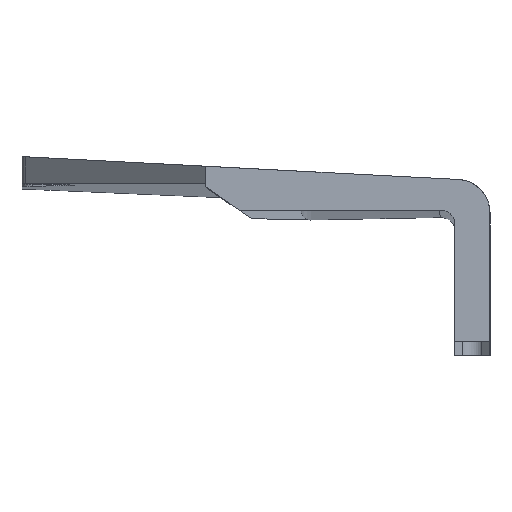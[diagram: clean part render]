
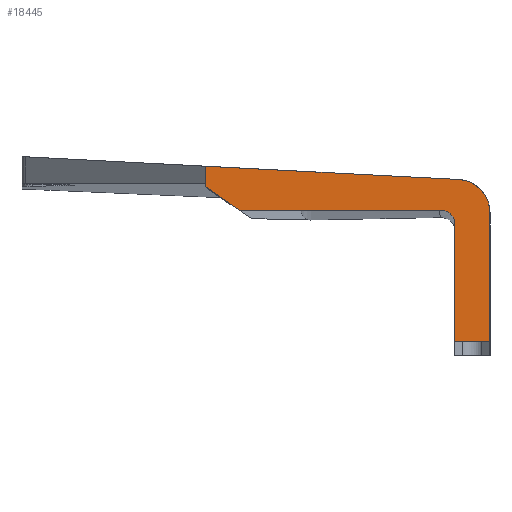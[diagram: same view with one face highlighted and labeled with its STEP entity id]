
A CAD part, left-side view. The second image highlights one B-rep face of the part: STEP entity #18445.
In plain terms, the highlighted planar face has unit normal (-1, 0, 0).
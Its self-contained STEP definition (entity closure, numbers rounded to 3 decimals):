
#477 = CARTESIAN_POINT ( 'NONE',  ( -73.875, 36.859, 15.716 ) ) ;
#1319 = CARTESIAN_POINT ( 'NONE',  ( -73.875, 31.765, 12.149 ) ) ;
#1324 = EDGE_CURVE ( 'NONE', #11456, #16227, #16119, .T. ) ;
#1754 = VERTEX_POINT ( 'NONE', #1319 ) ;
#2008 = ORIENTED_EDGE ( 'NONE', *, *, #12182, .F. ) ;
#2525 = AXIS2_PLACEMENT_3D ( 'NONE', #5021, #15329, #21733 ) ;
#3052 = CARTESIAN_POINT ( 'NONE',  ( -73.875, -10.258, -7.466 ) ) ;
#3727 = ORIENTED_EDGE ( 'NONE', *, *, #7758, .T. ) ;
#4451 = DIRECTION ( 'NONE',  ( 0., -1., 0. ) ) ;
#4855 = ORIENTED_EDGE ( 'NONE', *, *, #12245, .T. ) ;
#5021 = CARTESIAN_POINT ( 'NONE',  ( -73.875, -0.5, -12.657 ) ) ;
#5574 = CARTESIAN_POINT ( 'NONE',  ( -73.875, 1.742, 10.149 ) ) ;
#6210 = CARTESIAN_POINT ( 'NONE',  ( -73.875, 36.859, -22.118 ) ) ;
#6442 = EDGE_CURVE ( 'NONE', #23396, #7423, #15436, .T. ) ;
#6446 = ORIENTED_EDGE ( 'NONE', *, *, #6442, .F. ) ;
#7041 = FACE_OUTER_BOUND ( 'NONE', #26336, .T. ) ;
#7423 = VERTEX_POINT ( 'NONE', #24269 ) ;
#7758 = EDGE_CURVE ( 'NONE', #1754, #24685, #15290, .T. ) ;
#8164 = DIRECTION ( 'NONE',  ( 0., -0.999, -0.052 ) ) ;
#8800 = LINE ( 'NONE', #16964, #26397 ) ;
#9039 = AXIS2_PLACEMENT_3D ( 'NONE', #11601, #16015, #25734 ) ;
#9390 = VECTOR ( 'NONE', #8164, 1000. ) ;
#9771 = VECTOR ( 'NONE', #11205, 1000. ) ;
#9795 = CARTESIAN_POINT ( 'NONE',  ( -73.875, -0.258, -7.466 ) ) ;
#10323 = ORIENTED_EDGE ( 'NONE', *, *, #1324, .F. ) ;
#10438 = VECTOR ( 'NONE', #10981, 1000. ) ;
#10615 = DIRECTION ( 'NONE',  ( 0., 0., 1. ) ) ;
#10981 = DIRECTION ( 'NONE',  ( 0., 0., 1. ) ) ;
#11205 = DIRECTION ( 'NONE',  ( 0., 1., 0. ) ) ;
#11389 = CARTESIAN_POINT ( 'NONE',  ( -73.875, 36.859, 15.716 ) ) ;
#11456 = VERTEX_POINT ( 'NONE', #477 ) ;
#11601 = CARTESIAN_POINT ( 'NONE',  ( -73.875, -0.5, 11.763 ) ) ;
#11751 = AXIS2_PLACEMENT_3D ( 'NONE', #5574, #13758, #11755 ) ;
#11755 = DIRECTION ( 'NONE',  ( 0., 0., 1. ) ) ;
#12057 = CARTESIAN_POINT ( 'NONE',  ( -73.875, 64.259, 20.164 ) ) ;
#12182 = EDGE_CURVE ( 'NONE', #21668, #18022, #23491, .T. ) ;
#12245 = EDGE_CURVE ( 'NONE', #15081, #18022, #8800, .T. ) ;
#12473 = VECTOR ( 'NONE', #4451, 1000. ) ;
#13758 = DIRECTION ( 'NONE',  ( 1., 0., 0. ) ) ;
#15003 = CARTESIAN_POINT ( 'NONE',  ( -73.875, 1.742, 12.149 ) ) ;
#15081 = VERTEX_POINT ( 'NONE', #23291 ) ;
#15290 = LINE ( 'NONE', #20910, #12473 ) ;
#15329 = DIRECTION ( 'NONE',  ( -1., 0., 0. ) ) ;
#15436 = CIRCLE ( 'NONE', #9039, 5. ) ;
#16015 = DIRECTION ( 'NONE',  ( 1., 0., 0. ) ) ;
#16119 = LINE ( 'NONE', #6210, #21509 ) ;
#16227 = VERTEX_POINT ( 'NONE', #23261 ) ;
#16964 = CARTESIAN_POINT ( 'NONE',  ( -73.875, -0.258, -9.181 ) ) ;
#17529 = ORIENTED_EDGE ( 'NONE', *, *, #20089, .F. ) ;
#18022 = VERTEX_POINT ( 'NONE', #9795 ) ;
#18339 = LINE ( 'NONE', #12057, #9390 ) ;
#18445 = ADVANCED_FACE ( 'NONE', ( #7041 ), #19219, .T. ) ;
#18890 = CARTESIAN_POINT ( 'NONE',  ( -73.875, -5.5, -12.657 ) ) ;
#19078 = EDGE_CURVE ( 'NONE', #11456, #1754, #25121, .T. ) ;
#19219 = PLANE ( 'NONE',  #2525 ) ;
#19683 = ORIENTED_EDGE ( 'NONE', *, *, #19078, .T. ) ;
#20052 = VECTOR ( 'NONE', #23677, 1000. ) ;
#20089 = EDGE_CURVE ( 'NONE', #16227, #23396, #18339, .T. ) ;
#20910 = CARTESIAN_POINT ( 'NONE',  ( -73.875, 84.5, 12.149 ) ) ;
#21509 = VECTOR ( 'NONE', #10615, 1000. ) ;
#21668 = VERTEX_POINT ( 'NONE', #21674 ) ;
#21674 = CARTESIAN_POINT ( 'NONE',  ( -73.875, -5.5, -7.466 ) ) ;
#21733 = DIRECTION ( 'NONE',  ( 0., 0., 1. ) ) ;
#22824 = CIRCLE ( 'NONE', #11751, 2. ) ;
#23261 = CARTESIAN_POINT ( 'NONE',  ( -73.875, 36.859, 18.728 ) ) ;
#23291 = CARTESIAN_POINT ( 'NONE',  ( -73.875, -0.258, 10.149 ) ) ;
#23396 = VERTEX_POINT ( 'NONE', #26334 ) ;
#23491 = LINE ( 'NONE', #3052, #9771 ) ;
#23677 = DIRECTION ( 'NONE',  ( 0., -0.819, -0.574 ) ) ;
#24269 = CARTESIAN_POINT ( 'NONE',  ( -73.875, -5.5, 11.763 ) ) ;
#24673 = ORIENTED_EDGE ( 'NONE', *, *, #25304, .T. ) ;
#24685 = VERTEX_POINT ( 'NONE', #15003 ) ;
#24699 = EDGE_CURVE ( 'NONE', #21668, #7423, #24733, .T. ) ;
#24733 = LINE ( 'NONE', #18890, #10438 ) ;
#25068 = DIRECTION ( 'NONE',  ( 0., 0., -1. ) ) ;
#25121 = LINE ( 'NONE', #11389, #20052 ) ;
#25304 = EDGE_CURVE ( 'NONE', #24685, #15081, #22824, .T. ) ;
#25734 = DIRECTION ( 'NONE',  ( 0., 0., 1. ) ) ;
#26177 = ORIENTED_EDGE ( 'NONE', *, *, #24699, .T. ) ;
#26334 = CARTESIAN_POINT ( 'NONE',  ( -73.875, -0.762, 16.757 ) ) ;
#26336 = EDGE_LOOP ( 'NONE', ( #2008, #26177, #6446, #17529, #10323, #19683, #3727, #24673, #4855 ) ) ;
#26397 = VECTOR ( 'NONE', #25068, 1000. ) ;
